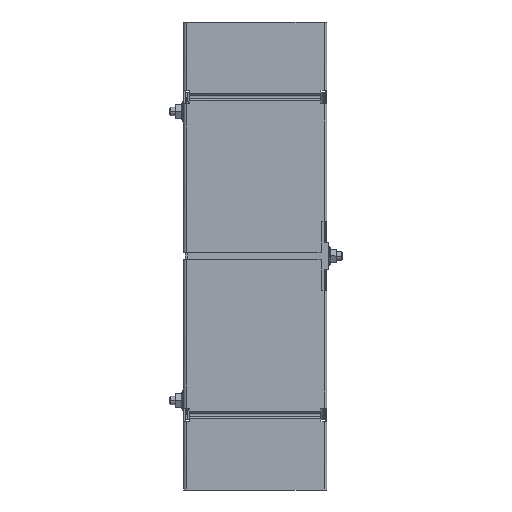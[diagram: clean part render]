
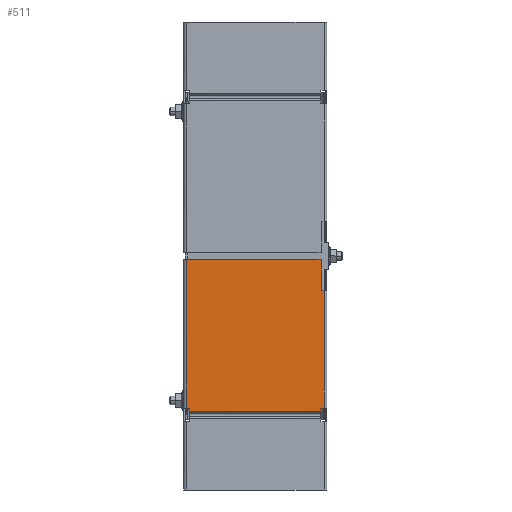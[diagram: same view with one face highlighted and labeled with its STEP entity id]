
A CAD part, front view. The second image highlights one B-rep face of the part: STEP entity #511.
In plain terms, the highlighted planar face has unit normal (0, -1, 0).
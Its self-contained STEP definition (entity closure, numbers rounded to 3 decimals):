
#511=ADVANCED_FACE('',(#1138),#9749,.T.);
#1138=FACE_OUTER_BOUND('',#1786,.T.);
#1786=EDGE_LOOP('',(#3901,#3902,#3903,#3904,#3905,#3906,#3907,#3908,#3909,
#3910,#3911));
#3901=ORIENTED_EDGE('',*,*,#6177,.F.);
#3902=ORIENTED_EDGE('',*,*,#5996,.F.);
#3903=ORIENTED_EDGE('',*,*,#5999,.F.);
#3904=ORIENTED_EDGE('',*,*,#5940,.F.);
#3905=ORIENTED_EDGE('',*,*,#5928,.F.);
#3906=ORIENTED_EDGE('',*,*,#6279,.F.);
#3907=ORIENTED_EDGE('',*,*,#6149,.F.);
#3908=ORIENTED_EDGE('',*,*,#6273,.F.);
#3909=ORIENTED_EDGE('',*,*,#6256,.F.);
#3910=ORIENTED_EDGE('',*,*,#6018,.F.);
#3911=ORIENTED_EDGE('',*,*,#6011,.F.);
#5928=EDGE_CURVE('',#8947,#8948,#7246,.T.);
#5940=EDGE_CURVE('',#8948,#8957,#8174,.T.);
#5996=EDGE_CURVE('',#9003,#9004,#7287,.T.);
#5999=EDGE_CURVE('',#8957,#9003,#7288,.T.);
#6011=EDGE_CURVE('',#9017,#9018,#7298,.T.);
#6018=EDGE_CURVE('',#9018,#9027,#7304,.T.);
#6149=EDGE_CURVE('',#9141,#9142,#8265,.T.);
#6177=EDGE_CURVE('',#9004,#9017,#8283,.T.);
#6256=EDGE_CURVE('',#9027,#9193,#8318,.T.);
#6273=EDGE_CURVE('',#9193,#9141,#7434,.T.);
#6279=EDGE_CURVE('',#9142,#8947,#7440,.T.);
#7246=B_SPLINE_CURVE_WITH_KNOTS('',1,(#20847,#20848),.UNSPECIFIED.,.F.,
 .F.,(2,2),(0.,2.),.UNSPECIFIED.);
#7287=B_SPLINE_CURVE_WITH_KNOTS('',1,(#21006,#21007),.UNSPECIFIED.,.F.,
 .F.,(2,2),(0.,2.172),.UNSPECIFIED.);
#7288=B_SPLINE_CURVE_WITH_KNOTS('',1,(#21014,#21015),.UNSPECIFIED.,.F.,
 .F.,(2,2),(0.,2.3),.UNSPECIFIED.);
#7298=B_SPLINE_CURVE_WITH_KNOTS('',1,(#21040,#21041),.UNSPECIFIED.,.F.,
 .F.,(2,2),(0.,2.172),.UNSPECIFIED.);
#7304=B_SPLINE_CURVE_WITH_KNOTS('',1,(#21057,#21058),.UNSPECIFIED.,.F.,
 .F.,(2,2),(0.,2.3),.UNSPECIFIED.);
#7434=B_SPLINE_CURVE_WITH_KNOTS('',1,(#21674,#21675),.UNSPECIFIED.,.F.,
 .F.,(2,2),(-97.,0.),.UNSPECIFIED.);
#7440=B_SPLINE_CURVE_WITH_KNOTS('',1,(#21686,#21687),.UNSPECIFIED.,.F.,
 .F.,(2,2),(0.,21.5),.UNSPECIFIED.);
#8174=(
BOUNDED_CURVE()
B_SPLINE_CURVE(1,(#20875,#20876),.UNSPECIFIED.,.F.,.F.)
B_SPLINE_CURVE_WITH_KNOTS((2,2),(-85.5,0.),.UNSPECIFIED.)
CURVE()
GEOMETRIC_REPRESENTATION_ITEM()
RATIONAL_B_SPLINE_CURVE((1.,1.))
REPRESENTATION_ITEM('')
);
#8265=(
BOUNDED_CURVE()
B_SPLINE_CURVE(2,(#21379,#21380,#21381),.UNSPECIFIED.,.F.,.F.)
B_SPLINE_CURVE_WITH_KNOTS((3,3),(-1.571,0.),.UNSPECIFIED.)
CURVE()
GEOMETRIC_REPRESENTATION_ITEM()
RATIONAL_B_SPLINE_CURVE((1.,0.707,1.))
REPRESENTATION_ITEM('')
);
#8283=(
BOUNDED_CURVE()
B_SPLINE_CURVE(1,(#21446,#21447),.UNSPECIFIED.,.F.,.F.)
B_SPLINE_CURVE_WITH_KNOTS((2,2),(-95.4,0.),.UNSPECIFIED.)
CURVE()
GEOMETRIC_REPRESENTATION_ITEM()
RATIONAL_B_SPLINE_CURVE((1.,1.))
REPRESENTATION_ITEM('')
);
#8318=(
BOUNDED_CURVE()
B_SPLINE_CURVE(1,(#21630,#21631),.UNSPECIFIED.,.F.,.F.)
B_SPLINE_CURVE_WITH_KNOTS((2,2),(-108.,0.),.UNSPECIFIED.)
CURVE()
GEOMETRIC_REPRESENTATION_ITEM()
RATIONAL_B_SPLINE_CURVE((1.,1.))
REPRESENTATION_ITEM('')
);
#8947=VERTEX_POINT('',#20217);
#8948=VERTEX_POINT('',#20218);
#8957=VERTEX_POINT('',#20227);
#9003=VERTEX_POINT('',#20273);
#9004=VERTEX_POINT('',#20274);
#9017=VERTEX_POINT('',#20287);
#9018=VERTEX_POINT('',#20288);
#9027=VERTEX_POINT('',#20297);
#9141=VERTEX_POINT('',#20411);
#9142=VERTEX_POINT('',#20412);
#9193=VERTEX_POINT('',#20463);
#9749=PLANE('',#10397);
#10397=AXIS2_PLACEMENT_3D('',#18536,#10739,$);
#10739=DIRECTION('',(0.,-1.,0.));
#18536=CARTESIAN_POINT('',(-60.001,-1.,178.518));
#20217=CARTESIAN_POINT('',(48.,-1.,145.));
#20218=CARTESIAN_POINT('',(50.,-1.,145.));
#20227=CARTESIAN_POINT('',(50.,-1.,59.5));
#20273=CARTESIAN_POINT('',(47.7,-1.,59.5));
#20274=CARTESIAN_POINT('',(47.7,-1.,57.328));
#20287=CARTESIAN_POINT('',(-47.7,-1.,57.328));
#20288=CARTESIAN_POINT('',(-47.7,-1.,59.5));
#20297=CARTESIAN_POINT('',(-50.,-1.,59.5));
#20411=CARTESIAN_POINT('',(47.,-1.,167.5));
#20412=CARTESIAN_POINT('',(48.,-1.,166.5));
#20463=CARTESIAN_POINT('',(-50.,-1.,167.5));
#20847=CARTESIAN_POINT('',(48.,-1.,145.));
#20848=CARTESIAN_POINT('',(50.,-1.,145.));
#20875=CARTESIAN_POINT('',(50.,-1.,145.));
#20876=CARTESIAN_POINT('',(50.,-1.,59.5));
#21006=CARTESIAN_POINT('',(47.7,-1.,59.5));
#21007=CARTESIAN_POINT('',(47.7,-1.,57.328));
#21014=CARTESIAN_POINT('',(50.,-1.,59.5));
#21015=CARTESIAN_POINT('',(47.7,-1.,59.5));
#21040=CARTESIAN_POINT('',(-47.7,-1.,57.328));
#21041=CARTESIAN_POINT('',(-47.7,-1.,59.5));
#21057=CARTESIAN_POINT('',(-47.7,-1.,59.5));
#21058=CARTESIAN_POINT('',(-50.,-1.,59.5));
#21379=CARTESIAN_POINT('',(47.,-1.,167.5));
#21380=CARTESIAN_POINT('',(48.,-1.,167.5));
#21381=CARTESIAN_POINT('',(48.,-1.,166.5));
#21446=CARTESIAN_POINT('',(47.7,-1.,57.328));
#21447=CARTESIAN_POINT('',(-47.7,-1.,57.328));
#21630=CARTESIAN_POINT('',(-50.,-1.,59.5));
#21631=CARTESIAN_POINT('',(-50.,-1.,167.5));
#21674=CARTESIAN_POINT('',(-50.,-1.,167.5));
#21675=CARTESIAN_POINT('',(47.,-1.,167.5));
#21686=CARTESIAN_POINT('',(48.,-1.,166.5));
#21687=CARTESIAN_POINT('',(48.,-1.,145.));
